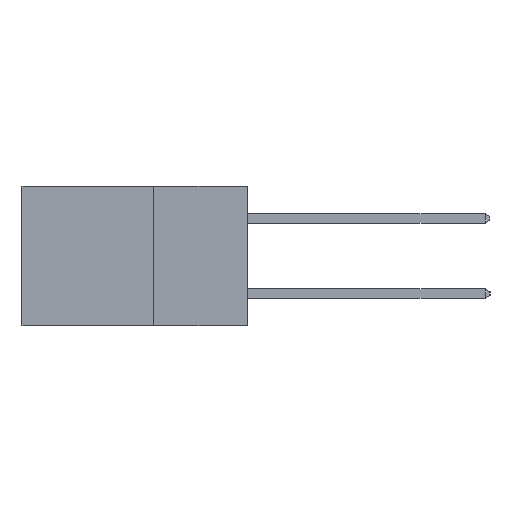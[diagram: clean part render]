
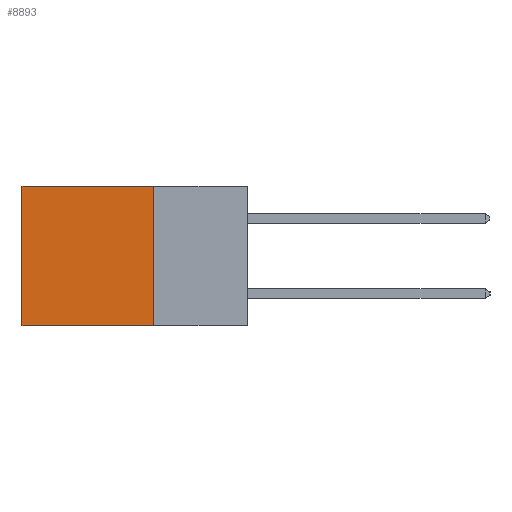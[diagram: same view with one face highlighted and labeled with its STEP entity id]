
A CAD part, left-side view. The second image highlights one B-rep face of the part: STEP entity #8893.
In plain terms, the highlighted planar face has unit normal (-1, 0, 0).
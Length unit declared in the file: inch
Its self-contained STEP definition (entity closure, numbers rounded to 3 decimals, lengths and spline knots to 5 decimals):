
#360 = LINE ( 'NONE', #7875, #5513 ) ;
#624 = FACE_OUTER_BOUND ( 'NONE', #2666, .T. ) ;
#1952 = VERTEX_POINT ( 'NONE', #5243 ) ;
#2494 = ORIENTED_EDGE ( 'NONE', *, *, #6961, .T. ) ;
#2616 = CARTESIAN_POINT ( 'NONE',  ( 0.2615, 0.6, 0. ) ) ;
#2666 = EDGE_LOOP ( 'NONE', ( #10164, #8539, #7323, #2494 ) ) ;
#2983 = EDGE_CURVE ( 'NONE', #3422, #1952, #11545, .T. ) ;
#3232 = EDGE_CURVE ( 'NONE', #6057, #1952, #360, .T. ) ;
#3262 = EDGE_CURVE ( 'NONE', #3936, #6057, #8588, .T. ) ;
#3422 = VERTEX_POINT ( 'NONE', #2616 ) ;
#3936 = VERTEX_POINT ( 'NONE', #8348 ) ;
#4390 = AXIS2_PLACEMENT_3D ( 'NONE', #6166, #6118, #10381 ) ;
#5243 = CARTESIAN_POINT ( 'NONE',  ( 0.2615, 0.6, -0.37 ) ) ;
#5513 = VECTOR ( 'NONE', #7849, 39.37008 ) ;
#6057 = VERTEX_POINT ( 'NONE', #6433 ) ;
#6118 = DIRECTION ( 'NONE',  ( 1., 0., 0. ) ) ;
#6150 = PLANE ( 'NONE',  #4390 ) ;
#6166 = CARTESIAN_POINT ( 'NONE',  ( 0.2615, 0.25, -0.37 ) ) ;
#6333 = VECTOR ( 'NONE', #8910, 39.37008 ) ;
#6433 = CARTESIAN_POINT ( 'NONE',  ( 0.2615, 0.25, -0.37 ) ) ;
#6786 = VECTOR ( 'NONE', #9996, 39.37008 ) ;
#6811 = DIRECTION ( 'NONE',  ( 0., 0., -1. ) ) ;
#6851 = CARTESIAN_POINT ( 'NONE',  ( 0.2615, 0.25, -0.37 ) ) ;
#6961 = EDGE_CURVE ( 'NONE', #3936, #3422, #10155, .T. ) ;
#7323 = ORIENTED_EDGE ( 'NONE', *, *, #3262, .F. ) ;
#7849 = DIRECTION ( 'NONE',  ( 0., 1., 0. ) ) ;
#7875 = CARTESIAN_POINT ( 'NONE',  ( 0.2615, 0.25, -0.37 ) ) ;
#7922 = VECTOR ( 'NONE', #6811, 39.37008 ) ;
#8348 = CARTESIAN_POINT ( 'NONE',  ( 0.2615, 0.25, 0. ) ) ;
#8539 = ORIENTED_EDGE ( 'NONE', *, *, #3232, .F. ) ;
#8588 = LINE ( 'NONE', #6851, #7922 ) ;
#8857 = CARTESIAN_POINT ( 'NONE',  ( 0.2615, 0.6, -0.37 ) ) ;
#8893 = ADVANCED_FACE ( 'NONE', ( #624 ), #6150, .F. ) ;
#8910 = DIRECTION ( 'NONE',  ( 0., 0., -1. ) ) ;
#9996 = DIRECTION ( 'NONE',  ( 0., 1., 0. ) ) ;
#10155 = LINE ( 'NONE', #10345, #6786 ) ;
#10164 = ORIENTED_EDGE ( 'NONE', *, *, #2983, .T. ) ;
#10345 = CARTESIAN_POINT ( 'NONE',  ( 0.2615, 0.25, 0. ) ) ;
#10381 = DIRECTION ( 'NONE',  ( 0., 0., -1. ) ) ;
#11545 = LINE ( 'NONE', #8857, #6333 ) ;
